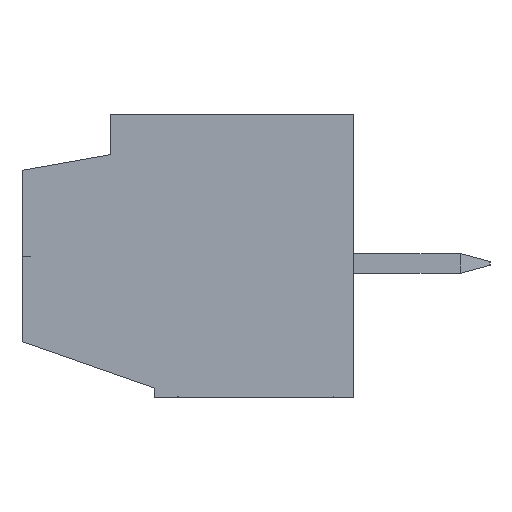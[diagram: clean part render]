
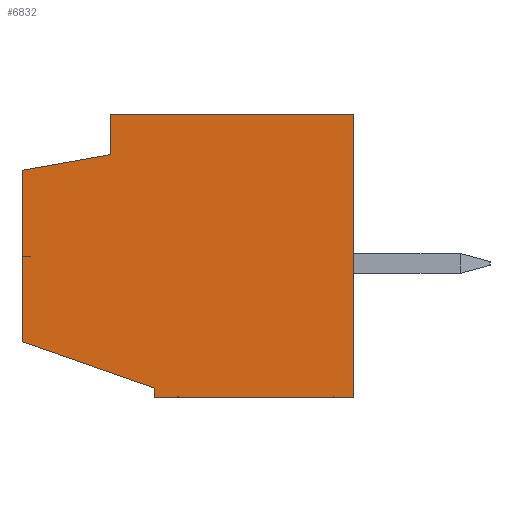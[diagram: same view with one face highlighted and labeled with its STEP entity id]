
A CAD part, left-side view. The second image highlights one B-rep face of the part: STEP entity #6832.
In plain terms, the highlighted planar face has unit normal (-1, 0, 0).
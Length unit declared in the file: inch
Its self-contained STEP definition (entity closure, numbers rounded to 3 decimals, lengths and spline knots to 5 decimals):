
#1=DIRECTION('',(0.,0.,-1.));
#2=VECTOR('',#1,0.287);
#3=CARTESIAN_POINT('',(-1.38,0.,0.1435));
#4=LINE('',#3,#2);
#5=DIRECTION('',(0.,1.,0.));
#6=VECTOR('',#5,0.201);
#7=CARTESIAN_POINT('',(-1.38,0.,-0.1435));
#8=LINE('',#7,#6);
#9=DIRECTION('',(0.,0.,1.));
#10=VECTOR('',#9,0.01);
#11=CARTESIAN_POINT('',(-1.38,0.201,-0.1435));
#12=LINE('',#11,#10);
#13=DIRECTION('',(0.,0.944,0.33));
#14=VECTOR('',#13,0.14197);
#15=CARTESIAN_POINT('',(-1.38,0.201,-0.1335));
#16=LINE('',#15,#14);
#17=DIRECTION('',(0.,0.,1.));
#18=VECTOR('',#17,0.17323);
#19=CARTESIAN_POINT('',(-1.38,0.335,-0.08661));
#20=LINE('',#19,#18);
#21=DIRECTION('',(0.,-0.984,0.176));
#22=VECTOR('',#21,0.09041);
#23=CARTESIAN_POINT('',(-1.38,0.335,0.08661));
#24=LINE('',#23,#22);
#25=DIRECTION('',(0.,0.,1.));
#26=VECTOR('',#25,0.041);
#27=CARTESIAN_POINT('',(-1.38,0.246,0.1025));
#28=LINE('',#27,#26);
#29=DIRECTION('',(0.,-1.,0.));
#30=VECTOR('',#29,0.246);
#31=CARTESIAN_POINT('',(-1.38,0.246,0.1435));
#32=LINE('',#31,#30);
#5257=CARTESIAN_POINT('',(-1.38,0.,0.1435));
#5258=CARTESIAN_POINT('',(-1.38,0.,-0.1435));
#5259=VERTEX_POINT('',#5257);
#5260=VERTEX_POINT('',#5258);
#5261=CARTESIAN_POINT('',(-1.38,0.201,-0.1435));
#5262=VERTEX_POINT('',#5261);
#5263=CARTESIAN_POINT('',(-1.38,0.201,-0.1335));
#5264=VERTEX_POINT('',#5263);
#5265=CARTESIAN_POINT('',(-1.38,0.335,-0.08661));
#5266=VERTEX_POINT('',#5265);
#5267=CARTESIAN_POINT('',(-1.38,0.335,0.08661));
#5268=VERTEX_POINT('',#5267);
#5269=CARTESIAN_POINT('',(-1.38,0.246,0.1025));
#5270=VERTEX_POINT('',#5269);
#5271=CARTESIAN_POINT('',(-1.38,0.246,0.1435));
#5272=VERTEX_POINT('',#5271);
#6809=CARTESIAN_POINT('',(-1.38,0.,0.));
#6810=DIRECTION('',(1.,0.,0.));
#6811=DIRECTION('',(0.,0.,-1.));
#6812=AXIS2_PLACEMENT_3D('',#6809,#6810,#6811);
#6813=PLANE('',#6812);
#6815=ORIENTED_EDGE('',*,*,#6814,.T.);
#6817=ORIENTED_EDGE('',*,*,#6816,.T.);
#6819=ORIENTED_EDGE('',*,*,#6818,.T.);
#6821=ORIENTED_EDGE('',*,*,#6820,.T.);
#6823=ORIENTED_EDGE('',*,*,#6822,.T.);
#6825=ORIENTED_EDGE('',*,*,#6824,.T.);
#6827=ORIENTED_EDGE('',*,*,#6826,.T.);
#6829=ORIENTED_EDGE('',*,*,#6828,.T.);
#6830=EDGE_LOOP('',(#6815,#6817,#6819,#6821,#6823,#6825,#6827,#6829));
#6831=FACE_OUTER_BOUND('',#6830,.F.);
#6832=ADVANCED_FACE('',(#6831),#6813,.F.);
#6814=EDGE_CURVE('',#5259,#5260,#4,.T.);
#6816=EDGE_CURVE('',#5260,#5262,#8,.T.);
#6818=EDGE_CURVE('',#5262,#5264,#12,.T.);
#6820=EDGE_CURVE('',#5264,#5266,#16,.T.);
#6822=EDGE_CURVE('',#5266,#5268,#20,.T.);
#6824=EDGE_CURVE('',#5268,#5270,#24,.T.);
#6826=EDGE_CURVE('',#5270,#5272,#28,.T.);
#6828=EDGE_CURVE('',#5272,#5259,#32,.T.);
